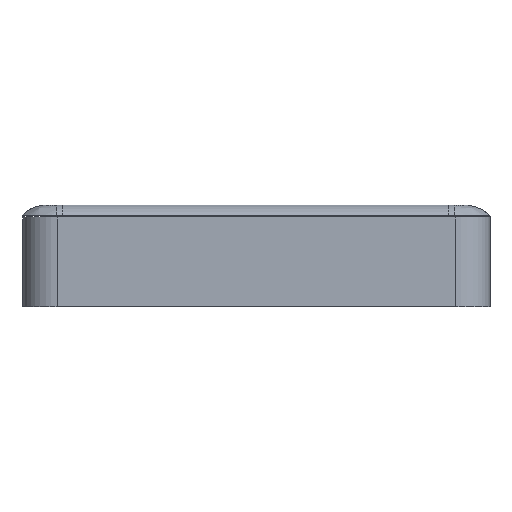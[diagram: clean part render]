
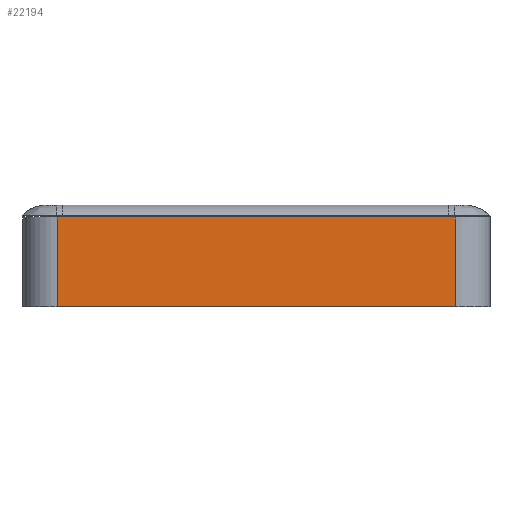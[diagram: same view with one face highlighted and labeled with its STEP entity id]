
A CAD part, front view. The second image highlights one B-rep face of the part: STEP entity #22194.
In plain terms, the highlighted planar face has unit normal (0, -1, 0).
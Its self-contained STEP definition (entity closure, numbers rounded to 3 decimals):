
#3579=FACE_OUTER_BOUND('',#4917,.T.);
#4917=EDGE_LOOP('',(#20518,#20519,#20520,#20521));
#6026=LINE('',#36951,#7831);
#6718=LINE('',#43760,#8523);
#6726=LINE('',#43784,#8531);
#6727=LINE('',#43786,#8532);
#7831=VECTOR('',#25049,10.);
#8523=VECTOR('',#26109,10.);
#8531=VECTOR('',#26129,10.);
#8532=VECTOR('',#26132,10.);
#9910=VERTEX_POINT('',#36948);
#9911=VERTEX_POINT('',#36950);
#10723=VERTEX_POINT('',#43757);
#10724=VERTEX_POINT('',#43759);
#12779=EDGE_CURVE('',#9910,#9911,#6026,.T.);
#13992=EDGE_CURVE('',#10723,#10724,#6718,.T.);
#14005=EDGE_CURVE('',#10724,#9910,#6726,.T.);
#14006=EDGE_CURVE('',#9911,#10723,#6727,.T.);
#20518=ORIENTED_EDGE('',*,*,#14005,.F.);
#20519=ORIENTED_EDGE('',*,*,#13992,.F.);
#20520=ORIENTED_EDGE('',*,*,#14006,.F.);
#20521=ORIENTED_EDGE('',*,*,#12779,.F.);
#21034=PLANE('',#22935);
#22194=ADVANCED_FACE('',(#3579),#21034,.T.);
#22935=AXIS2_PLACEMENT_3D('',#43785,#26130,#26131);
#25049=DIRECTION('',(-1.,0.,0.));
#26109=DIRECTION('',(1.,0.,0.));
#26129=DIRECTION('',(0.,0.,-1.));
#26130=DIRECTION('center_axis',(0.,-1.,0.));
#26131=DIRECTION('ref_axis',(1.,0.,0.));
#26132=DIRECTION('',(0.,0.,1.));
#36948=CARTESIAN_POINT('',(53.125,-100.988,0.));
#36950=CARTESIAN_POINT('',(-4.5,-100.988,0.));
#36951=CARTESIAN_POINT('',(58.125,-100.988,0.));
#43757=CARTESIAN_POINT('',(-4.5,-100.988,13.));
#43759=CARTESIAN_POINT('',(53.125,-100.988,13.));
#43760=CARTESIAN_POINT('',(58.125,-100.988,13.));
#43784=CARTESIAN_POINT('',(53.125,-100.988,0.));
#43785=CARTESIAN_POINT('Origin',(-9.5,-100.988,0.));
#43786=CARTESIAN_POINT('',(-4.5,-100.988,0.));
